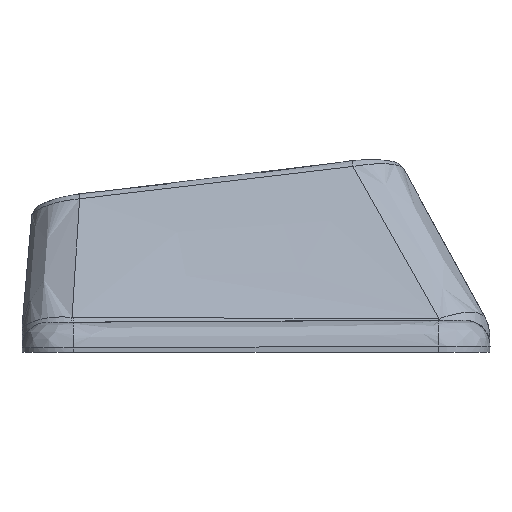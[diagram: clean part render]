
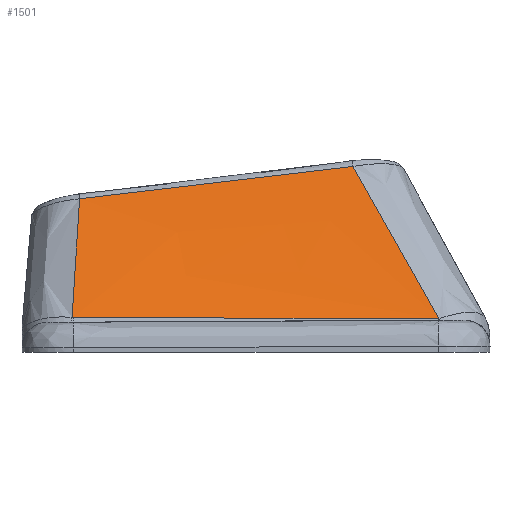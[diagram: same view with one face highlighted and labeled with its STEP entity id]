
A CAD part, left-side view. The second image highlights one B-rep face of the part: STEP entity #1501.
In plain terms, the highlighted free-form (B-spline) face has degree [3, 3] with [4, 4] control points.
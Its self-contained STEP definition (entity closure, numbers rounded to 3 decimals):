
#20=ELLIPSE('',#1579,0.232,0.197);
#21=ELLIPSE('',#1582,0.187,0.161);
#120=FACE_OUTER_BOUND('',#212,.T.);
#212=EDGE_LOOP('',(#1145,#1146,#1147,#1148,#1149,#1150));
#476=B_SPLINE_CURVE_WITH_KNOTS('',3,(#7429,#7430,#7431,#7432,#7433,#7434,
#7435,#7436,#7437,#7438,#7439,#7440,#7441,#7442,#7443,#7444),
 .UNSPECIFIED.,.F.,.F.,(4,3,3,3,3,4),(0.,0.312,0.623,
0.934,1.243,1.416),.UNSPECIFIED.);
#505=B_SPLINE_CURVE_WITH_KNOTS('',3,(#8156,#8157,#8158,#8159,#8160,#8161,
#8162,#8163,#8164,#8165,#8166,#8167,#8168,#8169,#8170,#8171),
 .UNSPECIFIED.,.F.,.F.,(4,3,3,3,3,4),(0.036,0.194,
0.353,0.512,0.672,0.771),
 .UNSPECIFIED.);
#506=B_SPLINE_CURVE_WITH_KNOTS('',3,(#8173,#8174,#8175,#8176),
 .UNSPECIFIED.,.F.,.F.,(4,4),(-1.068,0.),
 .UNSPECIFIED.);
#507=B_SPLINE_CURVE_WITH_KNOTS('',3,(#8177,#8178,#8179,#8180,#8181,#8182,
#8183,#8184,#8185,#8186,#8187,#8188,#8189),.UNSPECIFIED.,.F.,.F.,(4,3,3,
3,4),(-0.569,-0.406,-0.244,-0.08,
-0.031),.UNSPECIFIED.);
#585=VERTEX_POINT('',#7290);
#589=VERTEX_POINT('',#7401);
#591=VERTEX_POINT('',#7427);
#593=VERTEX_POINT('',#7468);
#646=VERTEX_POINT('',#8155);
#647=VERTEX_POINT('',#8172);
#751=EDGE_CURVE('',#589,#585,#20,.T.);
#754=EDGE_CURVE('',#591,#589,#476,.T.);
#757=EDGE_CURVE('',#593,#591,#21,.T.);
#837=EDGE_CURVE('',#646,#593,#505,.T.);
#838=EDGE_CURVE('',#647,#646,#506,.T.);
#839=EDGE_CURVE('',#585,#647,#507,.T.);
#1145=ORIENTED_EDGE('',*,*,#751,.F.);
#1146=ORIENTED_EDGE('',*,*,#754,.F.);
#1147=ORIENTED_EDGE('',*,*,#757,.F.);
#1148=ORIENTED_EDGE('',*,*,#837,.F.);
#1149=ORIENTED_EDGE('',*,*,#838,.F.);
#1150=ORIENTED_EDGE('',*,*,#839,.F.);
#1432=B_SPLINE_SURFACE_WITH_KNOTS('',3,3,((#8139,#8140,#8141,#8142),(#8143,
#8144,#8145,#8146),(#8147,#8148,#8149,#8150),(#8151,#8152,#8153,#8154)),
 .UNSPECIFIED.,.F.,.F.,.F.,(4,4),(4,4),(0.101,0.893),
(0.045,0.954),.UNSPECIFIED.);
#1501=ADVANCED_FACE('',(#120),#1432,.T.);
#1579=AXIS2_PLACEMENT_3D('',#7403,#1708,#1709);
#1582=AXIS2_PLACEMENT_3D('',#7470,#1714,#1715);
#1708=DIRECTION('center_axis',(0.857,-0.003,-0.515));
#1709=DIRECTION('ref_axis',(0.192,0.93,0.314));
#1714=DIRECTION('center_axis',(0.904,-0.002,-0.428));
#1715=DIRECTION('ref_axis',(-0.047,0.994,-0.103));
#7290=CARTESIAN_POINT('',(-8.864,7.138,0.361));
#7401=CARTESIAN_POINT('',(-8.867,7.086,0.356));
#7403=CARTESIAN_POINT('Origin',(-8.763,7.11,0.529));
#7427=CARTESIAN_POINT('',(-8.936,-7.078,0.304));
#7429=CARTESIAN_POINT('Ctrl Pts',(-8.936,-7.078,0.304));
#7430=CARTESIAN_POINT('Ctrl Pts',(-8.932,-6.038,0.308));
#7431=CARTESIAN_POINT('Ctrl Pts',(-8.928,-4.998,0.311));
#7432=CARTESIAN_POINT('Ctrl Pts',(-8.924,-3.957,0.315));
#7433=CARTESIAN_POINT('Ctrl Pts',(-8.92,-2.92,0.318));
#7434=CARTESIAN_POINT('Ctrl Pts',(-8.915,-1.883,0.322));
#7435=CARTESIAN_POINT('Ctrl Pts',(-8.91,-0.846,
0.325));
#7436=CARTESIAN_POINT('Ctrl Pts',(-8.906,0.189,0.329));
#7437=CARTESIAN_POINT('Ctrl Pts',(-8.901,1.224,0.333));
#7438=CARTESIAN_POINT('Ctrl Pts',(-8.895,2.259,0.337));
#7439=CARTESIAN_POINT('Ctrl Pts',(-8.89,3.291,0.341));
#7440=CARTESIAN_POINT('Ctrl Pts',(-8.884,4.323,0.345));
#7441=CARTESIAN_POINT('Ctrl Pts',(-8.878,5.355,0.349));
#7442=CARTESIAN_POINT('Ctrl Pts',(-8.874,5.932,0.351));
#7443=CARTESIAN_POINT('Ctrl Pts',(-8.871,6.509,0.354));
#7444=CARTESIAN_POINT('Ctrl Pts',(-8.867,7.086,0.356));
#7468=CARTESIAN_POINT('',(-8.936,-7.099,0.305));
#7470=CARTESIAN_POINT('Origin',(-8.867,-7.085,0.45));
#8139=CARTESIAN_POINT('Ctrl Pts',(-6.11,-4.134,6.257));
#8140=CARTESIAN_POINT('Ctrl Pts',(-7.052,-5.122,4.273));
#8141=CARTESIAN_POINT('Ctrl Pts',(-7.994,-6.111,2.289));
#8142=CARTESIAN_POINT('Ctrl Pts',(-8.936,-7.099,0.304));
#8143=CARTESIAN_POINT('Ctrl Pts',(-6.11,-0.376,
5.822));
#8144=CARTESIAN_POINT('Ctrl Pts',(-7.052,-1.035,3.976));
#8145=CARTESIAN_POINT('Ctrl Pts',(-7.994,-1.694,2.13));
#8146=CARTESIAN_POINT('Ctrl Pts',(-8.936,-2.353,0.283));
#8147=CARTESIAN_POINT('Ctrl Pts',(-6.11,3.382,5.387));
#8148=CARTESIAN_POINT('Ctrl Pts',(-7.052,3.052,3.679));
#8149=CARTESIAN_POINT('Ctrl Pts',(-7.994,2.722,1.97));
#8150=CARTESIAN_POINT('Ctrl Pts',(-8.936,2.392,0.262));
#8151=CARTESIAN_POINT('Ctrl Pts',(-6.11,7.14,4.953));
#8152=CARTESIAN_POINT('Ctrl Pts',(-7.052,7.14,3.382));
#8153=CARTESIAN_POINT('Ctrl Pts',(-7.994,7.139,1.811));
#8154=CARTESIAN_POINT('Ctrl Pts',(-8.936,7.138,0.241));
#8155=CARTESIAN_POINT('',(-6.11,-3.758,6.214));
#8156=CARTESIAN_POINT('Ctrl Pts',(-6.11,-3.758,6.214));
#8157=CARTESIAN_POINT('Ctrl Pts',(-6.314,-3.999,5.791));
#8158=CARTESIAN_POINT('Ctrl Pts',(-6.518,-4.24,5.367));
#8159=CARTESIAN_POINT('Ctrl Pts',(-6.721,-4.48,4.944));
#8160=CARTESIAN_POINT('Ctrl Pts',(-6.926,-4.722,4.518));
#8161=CARTESIAN_POINT('Ctrl Pts',(-7.13,-4.963,4.092));
#8162=CARTESIAN_POINT('Ctrl Pts',(-7.334,-5.204,3.666));
#8163=CARTESIAN_POINT('Ctrl Pts',(-7.538,-5.446,3.24));
#8164=CARTESIAN_POINT('Ctrl Pts',(-7.742,-5.687,2.812));
#8165=CARTESIAN_POINT('Ctrl Pts',(-7.946,-5.928,2.385));
#8166=CARTESIAN_POINT('Ctrl Pts',(-8.15,-6.17,1.956));
#8167=CARTESIAN_POINT('Ctrl Pts',(-8.354,-6.411,1.528));
#8168=CARTESIAN_POINT('Ctrl Pts',(-8.558,-6.652,1.099));
#8169=CARTESIAN_POINT('Ctrl Pts',(-8.684,-6.801,0.834));
#8170=CARTESIAN_POINT('Ctrl Pts',(-8.81,-6.95,0.57));
#8171=CARTESIAN_POINT('Ctrl Pts',(-8.936,-7.099,0.305));
#8172=CARTESIAN_POINT('',(-6.125,6.845,4.961));
#8173=CARTESIAN_POINT('Ctrl Pts',(-6.125,6.845,4.961));
#8174=CARTESIAN_POINT('Ctrl Pts',(-6.12,3.31,5.375));
#8175=CARTESIAN_POINT('Ctrl Pts',(-6.115,-0.224,
5.793));
#8176=CARTESIAN_POINT('Ctrl Pts',(-6.11,-3.758,6.214));
#8177=CARTESIAN_POINT('Ctrl Pts',(-8.864,7.138,0.361));
#8178=CARTESIAN_POINT('Ctrl Pts',(-8.587,7.107,0.823));
#8179=CARTESIAN_POINT('Ctrl Pts',(-8.311,7.076,1.285));
#8180=CARTESIAN_POINT('Ctrl Pts',(-8.035,7.045,1.747));
#8181=CARTESIAN_POINT('Ctrl Pts',(-7.758,7.015,2.211));
#8182=CARTESIAN_POINT('Ctrl Pts',(-7.481,6.985,2.675));
#8183=CARTESIAN_POINT('Ctrl Pts',(-7.205,6.956,3.139));
#8184=CARTESIAN_POINT('Ctrl Pts',(-6.927,6.926,3.607));
#8185=CARTESIAN_POINT('Ctrl Pts',(-6.65,6.898,4.074));
#8186=CARTESIAN_POINT('Ctrl Pts',(-6.373,6.87,4.542));
#8187=CARTESIAN_POINT('Ctrl Pts',(-6.29,6.862,4.682));
#8188=CARTESIAN_POINT('Ctrl Pts',(-6.208,6.853,4.821));
#8189=CARTESIAN_POINT('Ctrl Pts',(-6.125,6.845,4.961));
